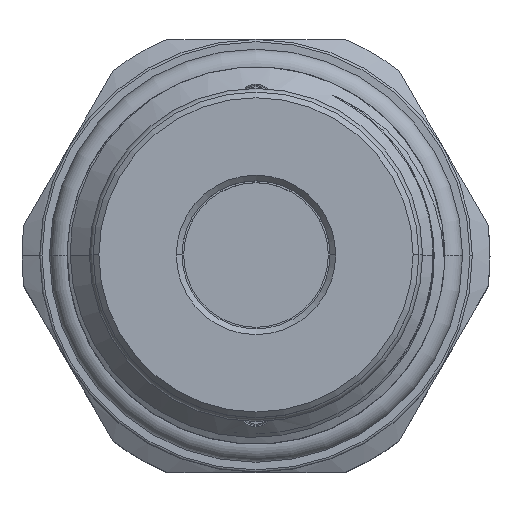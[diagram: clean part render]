
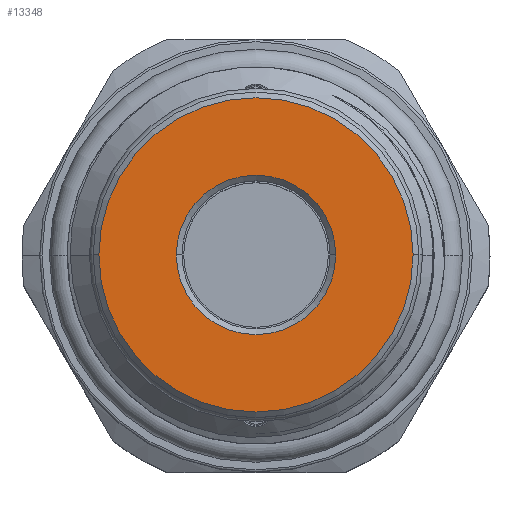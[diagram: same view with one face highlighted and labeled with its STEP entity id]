
A CAD part, top view. The second image highlights one B-rep face of the part: STEP entity #13348.
In plain terms, the highlighted planar face has unit normal (0, 0, 1).
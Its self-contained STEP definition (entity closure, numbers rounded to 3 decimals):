
#297 = FACE_OUTER_BOUND ( 'NONE', #2818, .T. ) ;
#531 = EDGE_CURVE ( 'NONE', #6266, #7800, #13582, .T. ) ;
#955 = AXIS2_PLACEMENT_3D ( 'NONE', #8964, #5807, #4777 ) ;
#1117 = ORIENTED_EDGE ( 'NONE', *, *, #531, .T. ) ;
#1757 = CARTESIAN_POINT ( 'NONE',  ( -7., 0., 0. ) ) ;
#2065 = DIRECTION ( 'NONE',  ( 0., 0., 1. ) ) ;
#2818 = EDGE_LOOP ( 'NONE', ( #12903, #4915 ) ) ;
#3080 = CARTESIAN_POINT ( 'NONE',  ( 0., 0., 0. ) ) ;
#3231 = VERTEX_POINT ( 'NONE', #7485 ) ;
#3294 = FACE_BOUND ( 'NONE', #12142, .T. ) ;
#3452 = CARTESIAN_POINT ( 'NONE',  ( 0., 0., 0. ) ) ;
#4163 = EDGE_CURVE ( 'NONE', #12193, #3231, #11121, .T. ) ;
#4777 = DIRECTION ( 'NONE',  ( 1., 0., 0. ) ) ;
#4915 = ORIENTED_EDGE ( 'NONE', *, *, #6352, .T. ) ;
#5536 = DIRECTION ( 'NONE',  ( 0., 0., 1. ) ) ;
#5623 = DIRECTION ( 'NONE',  ( 1., 0., 0. ) ) ;
#5807 = DIRECTION ( 'NONE',  ( 0., 0., 1. ) ) ;
#6257 = DIRECTION ( 'NONE',  ( 0., 0., -1. ) ) ;
#6266 = VERTEX_POINT ( 'NONE', #10661 ) ;
#6352 = EDGE_CURVE ( 'NONE', #3231, #12193, #8920, .T. ) ;
#7229 = AXIS2_PLACEMENT_3D ( 'NONE', #13767, #2065, #9527 ) ;
#7485 = CARTESIAN_POINT ( 'NONE',  ( 13.8, 0., 0. ) ) ;
#7628 = AXIS2_PLACEMENT_3D ( 'NONE', #3452, #10928, #12049 ) ;
#7689 = EDGE_CURVE ( 'NONE', #7800, #6266, #9568, .T. ) ;
#7795 = AXIS2_PLACEMENT_3D ( 'NONE', #9823, #5536, #5623 ) ;
#7800 = VERTEX_POINT ( 'NONE', #1757 ) ;
#8265 = AXIS2_PLACEMENT_3D ( 'NONE', #3080, #6257, #10653 ) ;
#8920 = CIRCLE ( 'NONE', #7795, 13.8 ) ;
#8964 = CARTESIAN_POINT ( 'NONE',  ( 0., 0., 0. ) ) ;
#9301 = CARTESIAN_POINT ( 'NONE',  ( -13.8, 0., 0. ) ) ;
#9527 = DIRECTION ( 'NONE',  ( 1., 0., 0. ) ) ;
#9568 = CIRCLE ( 'NONE', #7628, 7. ) ;
#9823 = CARTESIAN_POINT ( 'NONE',  ( 0., 0., 0. ) ) ;
#10653 = DIRECTION ( 'NONE',  ( 1., 0., 0. ) ) ;
#10661 = CARTESIAN_POINT ( 'NONE',  ( 7., 0., 0. ) ) ;
#10928 = DIRECTION ( 'NONE',  ( 0., 0., -1. ) ) ;
#11104 = ORIENTED_EDGE ( 'NONE', *, *, #7689, .T. ) ;
#11121 = CIRCLE ( 'NONE', #7229, 13.8 ) ;
#11129 = PLANE ( 'NONE',  #955 ) ;
#12049 = DIRECTION ( 'NONE',  ( 1., 0., 0. ) ) ;
#12142 = EDGE_LOOP ( 'NONE', ( #1117, #11104 ) ) ;
#12193 = VERTEX_POINT ( 'NONE', #9301 ) ;
#12903 = ORIENTED_EDGE ( 'NONE', *, *, #4163, .T. ) ;
#13348 = ADVANCED_FACE ( 'NONE', ( #3294, #297 ), #11129, .T. ) ;
#13582 = CIRCLE ( 'NONE', #8265, 7. ) ;
#13767 = CARTESIAN_POINT ( 'NONE',  ( 0., 0., 0. ) ) ;
